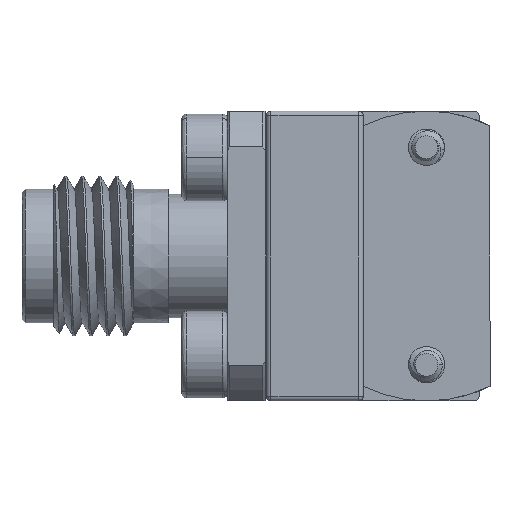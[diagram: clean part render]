
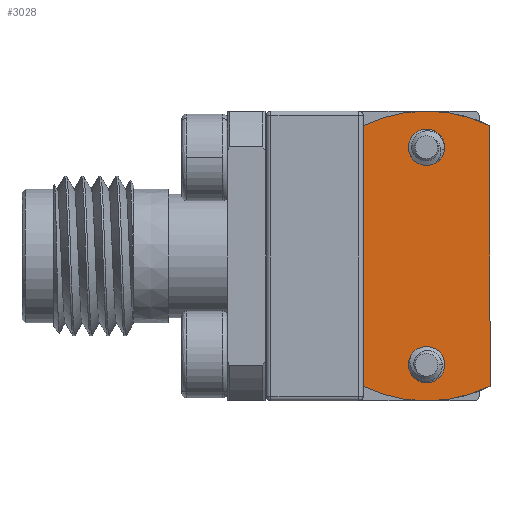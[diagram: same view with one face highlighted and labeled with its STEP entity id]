
A CAD part, front view. The second image highlights one B-rep face of the part: STEP entity #3028.
In plain terms, the highlighted planar face has unit normal (0, -1, 0).
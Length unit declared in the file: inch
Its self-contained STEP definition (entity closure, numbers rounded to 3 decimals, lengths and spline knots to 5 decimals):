
#55 = VECTOR ( 'NONE', #7465, 39.37008 ) ;
#445 = DIRECTION ( 'NONE',  ( 0., 0., 1. ) ) ;
#523 = AXIS2_PLACEMENT_3D ( 'NONE', #9148, #21793, #9537 ) ;
#843 = EDGE_CURVE ( 'NONE', #14417, #4018, #2946, .T. ) ;
#986 = CARTESIAN_POINT ( 'NONE',  ( 0.55223, -0.12181, -0.22477 ) ) ;
#1071 = CIRCLE ( 'NONE', #9415, 0.0315 ) ;
#1341 = EDGE_CURVE ( 'NONE', #17789, #9717, #18286, .T. ) ;
#1506 = AXIS2_PLACEMENT_3D ( 'NONE', #19991, #16065, #14131 ) ;
#1719 = CARTESIAN_POINT ( 'NONE',  ( 0.55223, -0.12181, 0. ) ) ;
#1755 = CIRCLE ( 'NONE', #523, 0.25 ) ;
#1882 = ORIENTED_EDGE ( 'NONE', *, *, #3233, .T. ) ;
#1900 = EDGE_CURVE ( 'NONE', #21503, #4452, #20194, .T. ) ;
#2055 = CARTESIAN_POINT ( 'NONE',  ( 0.44278, -0.12181, -0.1561 ) ) ;
#2128 = ORIENTED_EDGE ( 'NONE', *, *, #4784, .T. ) ;
#2370 = DIRECTION ( 'NONE',  ( 0., -1., 0. ) ) ;
#2567 = LINE ( 'NONE', #5511, #55 ) ;
#2768 = EDGE_LOOP ( 'NONE', ( #18400, #21640 ) ) ;
#2895 = ORIENTED_EDGE ( 'NONE', *, *, #1341, .T. ) ;
#2946 = LINE ( 'NONE', #13945, #19113 ) ;
#3028 = ADVANCED_FACE ( 'NONE', ( #13808, #6089, #4502 ), #7193, .T. ) ;
#3233 = EDGE_CURVE ( 'NONE', #9581, #21503, #1755, .T. ) ;
#3654 = DIRECTION ( 'NONE',  ( 0., 0., -1. ) ) ;
#3972 = CARTESIAN_POINT ( 'NONE',  ( 0.44278, -0.12181, 0.1561 ) ) ;
#4018 = VERTEX_POINT ( 'NONE', #16288 ) ;
#4256 = DIRECTION ( 'NONE',  ( 0., 1., 0. ) ) ;
#4451 = AXIS2_PLACEMENT_3D ( 'NONE', #11955, #18847, #8315 ) ;
#4452 = VERTEX_POINT ( 'NONE', #15148 ) ;
#4502 = FACE_BOUND ( 'NONE', #2768, .T. ) ;
#4527 = ORIENTED_EDGE ( 'NONE', *, *, #20195, .T. ) ;
#4538 = AXIS2_PLACEMENT_3D ( 'NONE', #21668, #4256, #13044 ) ;
#4784 = EDGE_CURVE ( 'NONE', #9717, #14417, #16422, .T. ) ;
#5511 = CARTESIAN_POINT ( 'NONE',  ( 0.33334, -0.12181, 0. ) ) ;
#5633 = DIRECTION ( 'NONE',  ( 0., 0., 1. ) ) ;
#5924 = AXIS2_PLACEMENT_3D ( 'NONE', #17953, #2370, #21613 ) ;
#6089 = FACE_OUTER_BOUND ( 'NONE', #13403, .T. ) ;
#6215 = EDGE_CURVE ( 'NONE', #15211, #10928, #10491, .T. ) ;
#6513 = EDGE_CURVE ( 'NONE', #4452, #17789, #22118, .T. ) ;
#6575 = DIRECTION ( 'NONE',  ( 0., 0., 1. ) ) ;
#6876 = ORIENTED_EDGE ( 'NONE', *, *, #18221, .T. ) ;
#7023 = VERTEX_POINT ( 'NONE', #19548 ) ;
#7193 = PLANE ( 'NONE',  #5924 ) ;
#7212 = VECTOR ( 'NONE', #3654, 39.37008 ) ;
#7343 = CARTESIAN_POINT ( 'NONE',  ( 0.33334, -0.12181, -0.22477 ) ) ;
#7465 = DIRECTION ( 'NONE',  ( 0., 0., -1. ) ) ;
#7510 = CARTESIAN_POINT ( 'NONE',  ( 0.44278, -0.12181, 0.1876 ) ) ;
#8315 = DIRECTION ( 'NONE',  ( 0., 0., 1. ) ) ;
#8508 = AXIS2_PLACEMENT_3D ( 'NONE', #21462, #10880, #445 ) ;
#8572 = CIRCLE ( 'NONE', #4538, 0.0315 ) ;
#8689 = EDGE_CURVE ( 'NONE', #16736, #9581, #22577, .T. ) ;
#9063 = ORIENTED_EDGE ( 'NONE', *, *, #843, .T. ) ;
#9148 = CARTESIAN_POINT ( 'NONE',  ( 0.44278, -0.12181, 0. ) ) ;
#9346 = ORIENTED_EDGE ( 'NONE', *, *, #6513, .T. ) ;
#9415 = AXIS2_PLACEMENT_3D ( 'NONE', #7510, #19569, #5633 ) ;
#9424 = VECTOR ( 'NONE', #21483, 39.37008 ) ;
#9537 = DIRECTION ( 'NONE',  ( 0., 0., 1. ) ) ;
#9581 = VERTEX_POINT ( 'NONE', #9753 ) ;
#9717 = VERTEX_POINT ( 'NONE', #10045 ) ;
#9753 = CARTESIAN_POINT ( 'NONE',  ( 0.55223, -0.12181, 0.22477 ) ) ;
#9787 = CARTESIAN_POINT ( 'NONE',  ( 0.33334, -0.12181, 0. ) ) ;
#10045 = CARTESIAN_POINT ( 'NONE',  ( 0.33334, -0.12181, 0.13773 ) ) ;
#10491 = CIRCLE ( 'NONE', #21467, 0.0315 ) ;
#10880 = DIRECTION ( 'NONE',  ( 0., -1., 0. ) ) ;
#10928 = VERTEX_POINT ( 'NONE', #21749 ) ;
#10956 = CARTESIAN_POINT ( 'NONE',  ( 0.33334, -0.12181, 0.20243 ) ) ;
#11337 = ORIENTED_EDGE ( 'NONE', *, *, #8689, .T. ) ;
#11350 = CARTESIAN_POINT ( 'NONE',  ( 0.44278, -0.12181, 0.25 ) ) ;
#11591 = DIRECTION ( 'NONE',  ( 0., 1., 0. ) ) ;
#11955 = CARTESIAN_POINT ( 'NONE',  ( 0.44278, -0.12181, 0. ) ) ;
#12098 = VECTOR ( 'NONE', #22439, 39.37008 ) ;
#12589 = EDGE_CURVE ( 'NONE', #7023, #14755, #20028, .T. ) ;
#13044 = DIRECTION ( 'NONE',  ( 0., 0., 1. ) ) ;
#13227 = ORIENTED_EDGE ( 'NONE', *, *, #12589, .T. ) ;
#13403 = EDGE_LOOP ( 'NONE', ( #18066, #11337, #1882, #14453, #9346, #2895, #2128, #9063, #4527 ) ) ;
#13628 = VECTOR ( 'NONE', #20214, 39.37008 ) ;
#13808 = FACE_BOUND ( 'NONE', #17614, .T. ) ;
#13945 = CARTESIAN_POINT ( 'NONE',  ( 0.33334, -0.12181, 0. ) ) ;
#14131 = DIRECTION ( 'NONE',  ( 0., 0., 1. ) ) ;
#14394 = EDGE_CURVE ( 'NONE', #10928, #15211, #1071, .T. ) ;
#14407 = CARTESIAN_POINT ( 'NONE',  ( 0.33334, -0.12181, -0.13773 ) ) ;
#14417 = VERTEX_POINT ( 'NONE', #14407 ) ;
#14453 = ORIENTED_EDGE ( 'NONE', *, *, #1900, .T. ) ;
#14755 = VERTEX_POINT ( 'NONE', #2055 ) ;
#15148 = CARTESIAN_POINT ( 'NONE',  ( 0.33334, -0.12181, 0.22477 ) ) ;
#15211 = VERTEX_POINT ( 'NONE', #3972 ) ;
#15809 = DIRECTION ( 'NONE',  ( 0., 0., -1. ) ) ;
#16065 = DIRECTION ( 'NONE',  ( 0., 1., 0. ) ) ;
#16113 = CARTESIAN_POINT ( 'NONE',  ( 0.33334, -0.12181, 0. ) ) ;
#16288 = CARTESIAN_POINT ( 'NONE',  ( 0.33334, -0.12181, -0.20243 ) ) ;
#16422 = LINE ( 'NONE', #9787, #13628 ) ;
#16736 = VERTEX_POINT ( 'NONE', #986 ) ;
#17002 = CARTESIAN_POINT ( 'NONE',  ( 0.44278, -0.12181, 0.1876 ) ) ;
#17614 = EDGE_LOOP ( 'NONE', ( #6876, #13227 ) ) ;
#17789 = VERTEX_POINT ( 'NONE', #10956 ) ;
#17953 = CARTESIAN_POINT ( 'NONE',  ( 0.44278, -0.12181, 0. ) ) ;
#18066 = ORIENTED_EDGE ( 'NONE', *, *, #20666, .T. ) ;
#18221 = EDGE_CURVE ( 'NONE', #14755, #7023, #8572, .T. ) ;
#18286 = LINE ( 'NONE', #21125, #7212 ) ;
#18400 = ORIENTED_EDGE ( 'NONE', *, *, #14394, .T. ) ;
#18474 = CIRCLE ( 'NONE', #4451, 0.25 ) ;
#18847 = DIRECTION ( 'NONE',  ( 0., -1., 0. ) ) ;
#19113 = VECTOR ( 'NONE', #15809, 39.37008 ) ;
#19548 = CARTESIAN_POINT ( 'NONE',  ( 0.44278, -0.12181, -0.21909 ) ) ;
#19569 = DIRECTION ( 'NONE',  ( 0., 1., 0. ) ) ;
#19991 = CARTESIAN_POINT ( 'NONE',  ( 0.44278, -0.12181, -0.1876 ) ) ;
#20028 = CIRCLE ( 'NONE', #1506, 0.0315 ) ;
#20194 = CIRCLE ( 'NONE', #8508, 0.25 ) ;
#20195 = EDGE_CURVE ( 'NONE', #4018, #22460, #2567, .T. ) ;
#20214 = DIRECTION ( 'NONE',  ( 0., 0., -1. ) ) ;
#20666 = EDGE_CURVE ( 'NONE', #22460, #16736, #18474, .T. ) ;
#21125 = CARTESIAN_POINT ( 'NONE',  ( 0.33334, -0.12181, 0.22477 ) ) ;
#21462 = CARTESIAN_POINT ( 'NONE',  ( 0.44278, -0.12181, 0. ) ) ;
#21467 = AXIS2_PLACEMENT_3D ( 'NONE', #17002, #11591, #6575 ) ;
#21483 = DIRECTION ( 'NONE',  ( 0., 0., -1. ) ) ;
#21503 = VERTEX_POINT ( 'NONE', #11350 ) ;
#21613 = DIRECTION ( 'NONE',  ( 0., 0., -1. ) ) ;
#21640 = ORIENTED_EDGE ( 'NONE', *, *, #6215, .T. ) ;
#21668 = CARTESIAN_POINT ( 'NONE',  ( 0.44278, -0.12181, -0.1876 ) ) ;
#21749 = CARTESIAN_POINT ( 'NONE',  ( 0.44278, -0.12181, 0.21909 ) ) ;
#21793 = DIRECTION ( 'NONE',  ( 0., -1., 0. ) ) ;
#22118 = LINE ( 'NONE', #16113, #9424 ) ;
#22439 = DIRECTION ( 'NONE',  ( 0., 0., 1. ) ) ;
#22460 = VERTEX_POINT ( 'NONE', #7343 ) ;
#22577 = LINE ( 'NONE', #1719, #12098 ) ;
